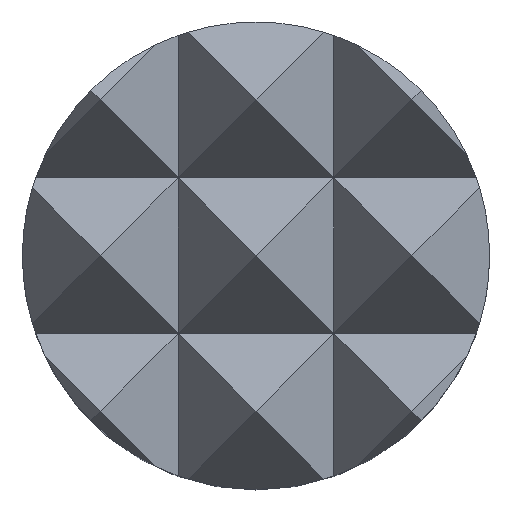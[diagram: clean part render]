
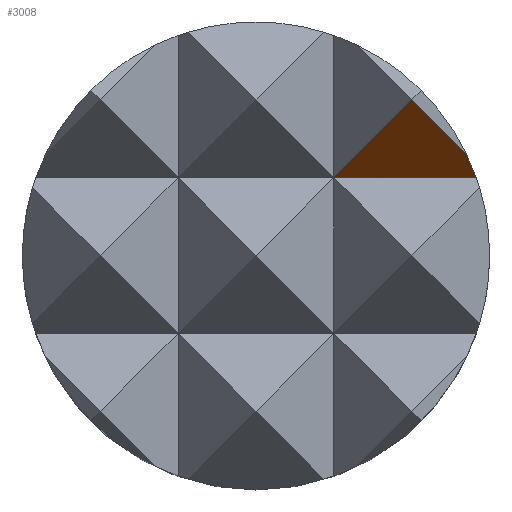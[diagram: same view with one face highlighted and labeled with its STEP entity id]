
A CAD part, top view. The second image highlights one B-rep face of the part: STEP entity #3008.
In plain terms, the highlighted planar face has unit normal (0, -0.819, 0.574).
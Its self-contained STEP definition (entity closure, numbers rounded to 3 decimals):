
#13 = DIRECTION ( 'NONE',  ( 1., 0., 0. ) ) ;
#190 = VECTOR ( 'NONE', #3353, 1000. ) ;
#922 = DIRECTION ( 'NONE',  ( 0., 0.574, 0.819 ) ) ;
#1383 = CARTESIAN_POINT ( 'NONE',  ( -1.5, 0.25, 8.043 ) ) ;
#1554 = EDGE_CURVE ( 'Defeature ausgef�hrt1_20+Defeature ausgef�hrt1_16+Defeature ausgef�hrt1_33+Defeature ausgef�hrt1_18', #7381, #3821, #9949, .T. ) ;
#1666 = CARTESIAN_POINT ( 'NONE',  ( 0.707, 0.25, 8.043 ) ) ;
#1716 = AXIS2_PLACEMENT_3D ( 'NONE', #1383, #7294, #922 ) ;
#2064 = CARTESIAN_POINT ( 'NONE',  ( 0.677, 0.323, 8.148 ) ) ;
#2466 = LINE ( 'NONE', #9063, #7042 ) ;
#3008 = ADVANCED_FACE ( 'Defeature ausgef�hrt1_16', ( #9487 ), #9681, .F. ) ;
#3095 = ORIENTED_EDGE ( 'NONE', *, *, #1554, .F. ) ;
#3097 = CARTESIAN_POINT ( 'NONE',  ( -1.5, 0.25, 8.043 ) ) ;
#3353 = DIRECTION ( 'NONE',  ( -0.498, 0.498, 0.711 ) ) ;
#3596 = VERTEX_POINT ( 'NONE', #8611 ) ;
#3821 = VERTEX_POINT ( 'NONE', #5898 ) ;
#4253 = EDGE_CURVE ( 'Defeature ausgef�hrt1_16+Defeature ausgef�hrt1_18+Defeature ausgef�hrt1_34+Defeature ausgef�hrt1_20', #3596, #3821, #9395, .T. ) ;
#4786 = ORIENTED_EDGE ( 'NONE', *, *, #8765, .T. ) ;
#5117 = ORIENTED_EDGE ( 'NONE', *, *, #7571, .T. ) ;
#5855 = DIRECTION ( 'NONE',  ( -0.498, -0.498, -0.711 ) ) ;
#5898 = CARTESIAN_POINT ( 'NONE',  ( 0.707, 0.25, 8.043 ) ) ;
#6508 = CARTESIAN_POINT ( 'NONE',  ( 0.193, 0.807, 8.838 ) ) ;
#6857 = ORIENTED_EDGE ( 'NONE', *, *, #4253, .T. ) ;
#6970 = CARTESIAN_POINT ( 'NONE',  ( 0.688, 0.299, 8.113 ) ) ;
#7042 = VECTOR ( 'NONE', #5855, 1000. ) ;
#7064 = EDGE_LOOP ( 'NONE', ( #3095, #4786, #5117, #6857 ) ) ;
#7114 = VERTEX_POINT ( 'NONE', #9890 ) ;
#7294 = DIRECTION ( 'NONE',  ( 0., 0.819, -0.574 ) ) ;
#7381 = VERTEX_POINT ( 'NONE', #9658 ) ;
#7571 = EDGE_CURVE ( 'Defeature ausgef�hrt1_16+Defeature ausgef�hrt1_34+Defeature ausgef�hrt1_33+Defeature ausgef�hrt1_18', #7114, #3596, #2466, .T. ) ;
#8611 = CARTESIAN_POINT ( 'NONE',  ( 0.25, 0.25, 8.043 ) ) ;
#8664 = VECTOR ( 'NONE', #13, 1000. ) ;
#8765 = EDGE_CURVE ( 'Defeature ausgef�hrt1_16+Defeature ausgef�hrt1_33+Defeature ausgef�hrt1_20+Defeature ausgef�hrt1_34', #7381, #7114, #9645, .T. ) ;
#9063 = CARTESIAN_POINT ( 'NONE',  ( -0.183, -0.183, 7.424 ) ) ;
#9395 = LINE ( 'NONE', #3097, #8664 ) ;
#9487 = FACE_OUTER_BOUND ( 'NONE', #7064, .T. ) ;
#9645 = LINE ( 'NONE', #6508, #190 ) ;
#9658 = CARTESIAN_POINT ( 'NONE',  ( 0.677, 0.323, 8.148 ) ) ;
#9681 = PLANE ( 'NONE',  #1716 ) ;
#9890 = CARTESIAN_POINT ( 'NONE',  ( 0.5, 0.5, 8.4 ) ) ;
#9949 =( BOUNDED_CURVE ( )  B_SPLINE_CURVE ( 3, ( #2064, #6970, #10023, #1666 ),
 .UNSPECIFIED., .F., .F. ) 
 B_SPLINE_CURVE_WITH_KNOTS ( ( 4, 4 ),
 ( 1.125, 1.231 ),
 .UNSPECIFIED. ) 
 CURVE ( )  GEOMETRIC_REPRESENTATION_ITEM ( )  RATIONAL_B_SPLINE_CURVE ( ( 1., 0.999, 0.999, 1. ) ) 
 REPRESENTATION_ITEM ( '' )  );
#10023 = CARTESIAN_POINT ( 'NONE',  ( 0.698, 0.275, 8.079 ) ) ;
